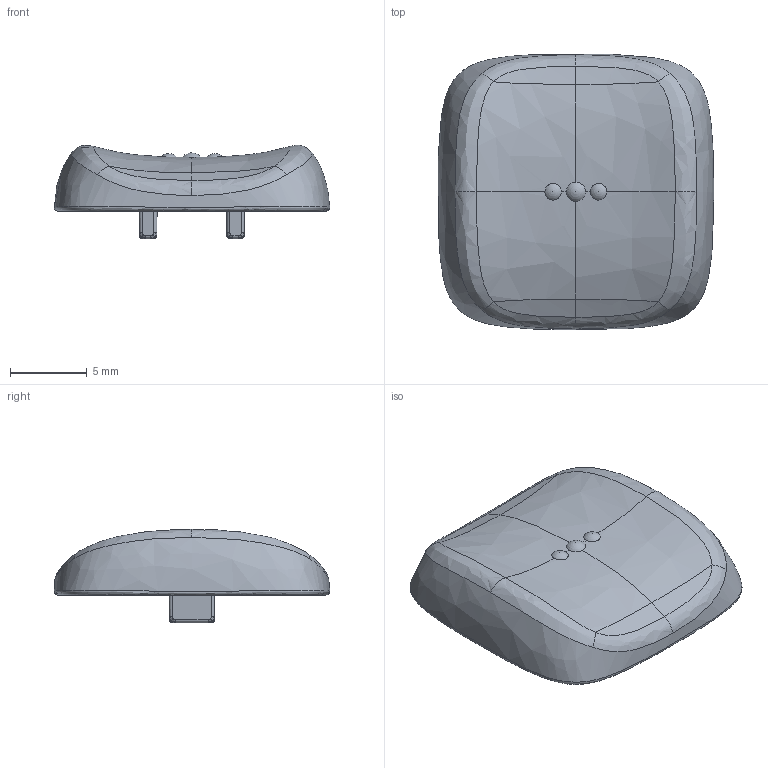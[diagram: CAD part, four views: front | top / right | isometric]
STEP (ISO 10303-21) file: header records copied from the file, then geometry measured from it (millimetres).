
FILE_DESCRIPTION(/* description */ (''),/* implementation_level */ '2;1');
FILE_NAME(/* name */ '[MX] Saddle Homing v3.step',/* time_stamp */ '2025-05-10T15:25:38+07:00',/* author */ (''),/* organization */ (''),/* preprocessor_version */ 'ST-DEVELOPER v20.1',/* originating_system */ 'Autodesk Translation Framework v14.4.0.0',/* authorisation */ '');
FILE_SCHEMA (('AUTOMOTIVE_DESIGN { 1 0 10303 214 3 1 1 }'));
Length unit declared in the file: millimetre
Products named in the file (1): [MX] Saddle Homing
Bounding box: 17.97 x 17.96 x 6.09 mm (x, y, z)
Volume: 507.3 mm3; surface area: 856.6 mm2
Topology: 1 solids, 1 shells, 159 faces, 407 edges, 248 vertices
Faces by surface type: bspline 120, cylinder 24, plane 12, sphere 3
Entity records: 19986 total; most frequent: CARTESIAN_POINT 16634, ORIENTED_EDGE 804, DIRECTION 541, EDGE_CURVE 402, VERTEX_POINT 248, AXIS2_PLACEMENT_3D 246, CIRCLE 206, EDGE_LOOP 162
